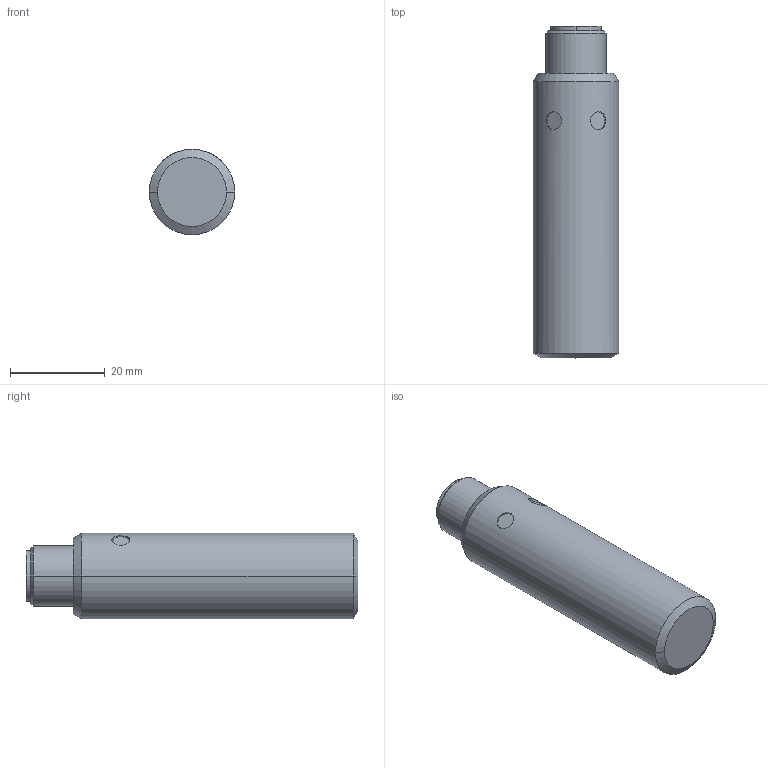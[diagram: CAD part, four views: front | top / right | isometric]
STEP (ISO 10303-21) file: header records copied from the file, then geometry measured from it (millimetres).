
FILE_DESCRIPTION((''),'2;1');
FILE_NAME('DM_CAD-2675','2017-07-12T',('creinig-se'),(''),'PRO/ENGINEER BY PARAMETRIC TECHNOLOGY CORPORATION, 2015440','PRO/ENGINEER BY PARAMETRIC TECHNOLOGY CORPORATION, 2015440','');
FILE_SCHEMA(('CONFIG_CONTROL_DESIGN'));
Length unit declared in the file: millimetre
Products named in the file (1): DM_CAD-2675
Bounding box: 18 x 70 x 18 mm (x, y, z)
Volume: 16390.1 mm3; surface area: 4204.5 mm2
Topology: 1 solids, 1 shells, 22 faces, 97 edges, 88 vertices
Faces by surface type: cylinder 10, plane 6, cone 6
Entity records: 1473 total; most frequent: CARTESIAN_POINT 212, DIRECTION 177, PRESENTATION_STYLE_ASSIGNMENT 116, STYLED_ITEM 111, CURVE_STYLE 104, ORIENTED_EDGE 84, AXIS2_PLACEMENT_3D 61, VECTOR 55
